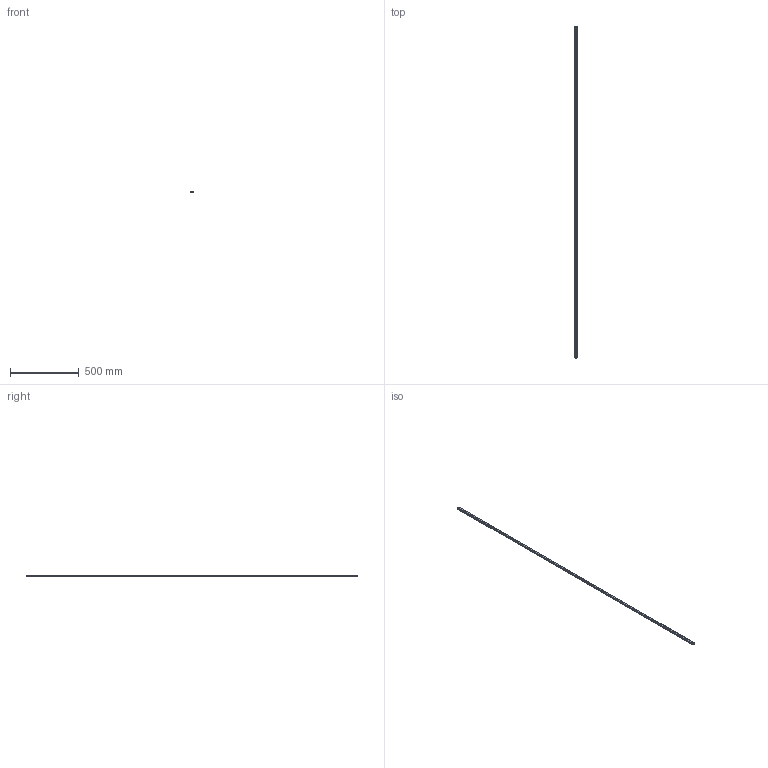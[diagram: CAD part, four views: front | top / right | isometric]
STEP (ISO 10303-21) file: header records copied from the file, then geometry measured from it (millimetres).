
FILE_DESCRIPTION(('STEP AP214'),'1');
FILE_NAME('cctmp_3313CD2B-4EE9-4673-BFD6-3D3B507C5BFF_2021_02_03_12_08_17_0373..stp','2021-02-03T11:08:17',('HIWIN GmbH'),('CADClick - www.CADClick.com'),'Spatial InterOp 3D',' ','unknown authorization');
FILE_SCHEMA(('AUTOMOTIVE_DESIGN'));
Length unit declared in the file: millimetre
Products named in the file (1): EGR15U2410C_FILE
Bounding box: 15 x 2410 x 12.5 mm (x, y, z)
Volume: 383647 mm3; surface area: 147042.8 mm2
Topology: 1 solids, 1 shells, 513 faces, 1275 edges, 850 vertices
Faces by surface type: cylinder 264, plane 249
Entity records: 19729 total; most frequent: DIRECTION 2995, CARTESIAN_POINT 2639, ORIENTED_EDGE 2550, EDGE_CURVE 1275, AXIS2_PLACEMENT_3D 1206, VERTEX_POINT 850, EDGE_LOOP 599, LINE 583
